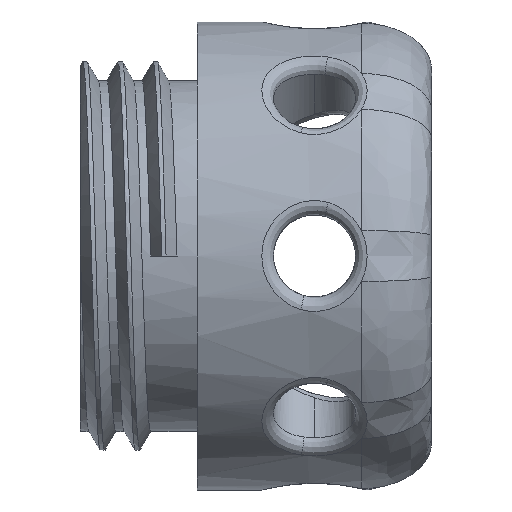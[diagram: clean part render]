
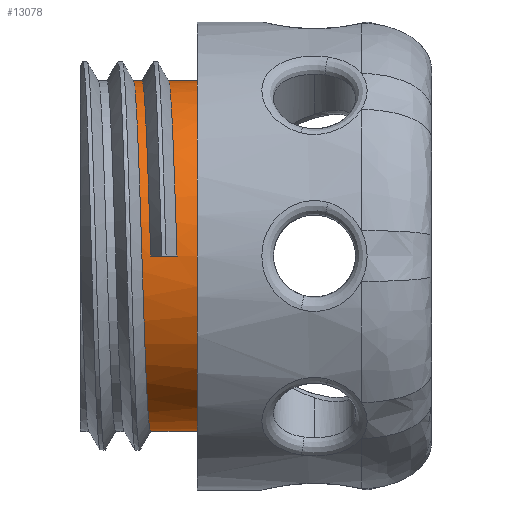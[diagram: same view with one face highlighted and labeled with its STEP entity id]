
A CAD part, left-side view. The second image highlights one B-rep face of the part: STEP entity #13078.
In plain terms, the highlighted cylindrical face has radius 15 mm (diameter 30 mm), a partial arc.
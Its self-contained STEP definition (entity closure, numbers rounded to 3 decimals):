
#238 = VERTEX_POINT ( 'NONE', #18204 ) ;
#327 = ORIENTED_EDGE ( 'NONE', *, *, #3376, .F. ) ;
#511 = CARTESIAN_POINT ( 'NONE',  ( -9.271, 5.2, 12.76 ) ) ;
#659 = EDGE_LOOP ( 'NONE', ( #1769, #13349, #8870, #2450, #2458, #1092, #327, #18060 ) ) ;
#771 = EDGE_CURVE ( 'NONE', #4510, #5384, #11298, .T. ) ;
#1092 = ORIENTED_EDGE ( 'NONE', *, *, #771, .T. ) ;
#1314 = LINE ( 'NONE', #6939, #6027 ) ;
#1581 = CYLINDRICAL_SURFACE ( 'NONE', #13206, 15. ) ;
#1690 = EDGE_CURVE ( 'NONE', #4510, #8953, #2992, .T. ) ;
#1769 = ORIENTED_EDGE ( 'NONE', *, *, #15403, .F. ) ;
#1896 = CARTESIAN_POINT ( 'NONE',  ( -15., 4.6, -4.874 ) ) ;
#2367 = CARTESIAN_POINT ( 'NONE',  ( 0., 2.5, 15. ) ) ;
#2450 = ORIENTED_EDGE ( 'NONE', *, *, #3117, .T. ) ;
#2458 = ORIENTED_EDGE ( 'NONE', *, *, #1690, .F. ) ;
#2467 = CARTESIAN_POINT ( 'NONE',  ( 0., 10., -15. ) ) ;
#2554 = CARTESIAN_POINT ( 'NONE',  ( -15., 1.75, 0. ) ) ;
#2696 = DIRECTION ( 'NONE',  ( 0., 0., -1. ) ) ;
#2992 = LINE ( 'NONE', #13907, #16214 ) ;
#3090 = CARTESIAN_POINT ( 'NONE',  ( -15., 4., 0. ) ) ;
#3117 = EDGE_CURVE ( 'NONE', #18064, #8953, #13814, .T. ) ;
#3178 = DIRECTION ( 'NONE',  ( 0., 1., 0. ) ) ;
#3376 = EDGE_CURVE ( 'NONE', #9176, #5384, #1314, .T. ) ;
#3598 = CARTESIAN_POINT ( 'NONE',  ( -15., 4.15, 4.874 ) ) ;
#3737 =( BOUNDED_CURVE ( )  B_SPLINE_CURVE ( 2, ( #6735, #12383, #5357, #10997, #6367, #3598, #9239 ),
 .UNSPECIFIED., .F., .T. ) 
 B_SPLINE_CURVE_WITH_KNOTS ( ( 3, 2, 2, 3 ),
 ( 0.917, 0.933, 0.967, 1. ),
 .UNSPECIFIED. ) 
 CURVE ( )  GEOMETRIC_REPRESENTATION_ITEM ( )  RATIONAL_B_SPLINE_CURVE ( ( 0.976, 0.976, 1., 0.951, 1., 0.951, 1. ) ) 
 REPRESENTATION_ITEM ( '' )  );
#3937 = CARTESIAN_POINT ( 'NONE',  ( -2.376, 2.423, 15. ) ) ;
#4341 = CARTESIAN_POINT ( 'NONE',  ( 0., 10., 0. ) ) ;
#4510 = VERTEX_POINT ( 'NONE', #5656 ) ;
#5357 = CARTESIAN_POINT ( 'NONE',  ( -4.635, 4.6, 14.266 ) ) ;
#5384 = VERTEX_POINT ( 'NONE', #10597 ) ;
#5545 = DIRECTION ( 'NONE',  ( 0., -1., 0. ) ) ;
#5553 = EDGE_CURVE ( 'NONE', #238, #18064, #11797, .T. ) ;
#5558 = DIRECTION ( 'NONE',  ( 0., -1., 0. ) ) ;
#5656 = CARTESIAN_POINT ( 'NONE',  ( 0., 2.5, 15. ) ) ;
#5870 = CARTESIAN_POINT ( 'NONE',  ( -12.135, 4.45, -8.817 ) ) ;
#6027 = VECTOR ( 'NONE', #5558, 1000. ) ;
#6234 = CARTESIAN_POINT ( 'NONE',  ( -2.376, 4.077, -15. ) ) ;
#6367 = CARTESIAN_POINT ( 'NONE',  ( -12.135, 4.3, 8.817 ) ) ;
#6467 = CARTESIAN_POINT ( 'NONE',  ( 0., 0., -15. ) ) ;
#6735 = CARTESIAN_POINT ( 'NONE',  ( 0., 4.75, 15. ) ) ;
#6939 = CARTESIAN_POINT ( 'NONE',  ( -15., 2.875, 0. ) ) ;
#7076 = EDGE_CURVE ( 'NONE', #12527, #9176, #3737, .T. ) ;
#7250 = CARTESIAN_POINT ( 'NONE',  ( -4.635, 4.15, -14.266 ) ) ;
#7710 = LINE ( 'NONE', #14734, #9175 ) ;
#8003 = CARTESIAN_POINT ( 'NONE',  ( -4.635, 2.35, 14.266 ) ) ;
#8820 = DIRECTION ( 'NONE',  ( 0., 0., 1. ) ) ;
#8836 = CARTESIAN_POINT ( 'NONE',  ( -9.271, 4.3, -12.76 ) ) ;
#8870 = ORIENTED_EDGE ( 'NONE', *, *, #5553, .T. ) ;
#8927 = CARTESIAN_POINT ( 'NONE',  ( -4.635, 5.35, 14.266 ) ) ;
#8953 = VERTEX_POINT ( 'NONE', #9570 ) ;
#9175 = VECTOR ( 'NONE', #15012, 1000. ) ;
#9176 = VERTEX_POINT ( 'NONE', #3090 ) ;
#9239 = CARTESIAN_POINT ( 'NONE',  ( -15., 4., 0. ) ) ;
#9570 = CARTESIAN_POINT ( 'NONE',  ( 0., 0., 15. ) ) ;
#9578 = CARTESIAN_POINT ( 'NONE',  ( -15., 1.9, 4.874 ) ) ;
#9671 = DIRECTION ( 'NONE',  ( 0., -1., 0. ) ) ;
#9783 =( BOUNDED_CURVE ( )  B_SPLINE_CURVE ( 2, ( #10127, #17154, #8927, #511, #15765, #17324, #13271, #1896, #5870, #8836, #7250, #6234, #17235 ),
 .UNSPECIFIED., .F., .T. ) 
 B_SPLINE_CURVE_WITH_KNOTS ( ( 3, 2, 2, 2, 2, 2, 3 ),
 ( 0.583, 0.6, 0.633, 0.667, 0.7, 0.733, 0.75 ),
 .UNSPECIFIED. ) 
 CURVE ( )  GEOMETRIC_REPRESENTATION_ITEM ( )  RATIONAL_B_SPLINE_CURVE ( ( 0.976, 0.976, 1., 0.951, 1., 0.951, 1., 0.951, 1., 0.951, 1., 0.976, 0.976 ) ) 
 REPRESENTATION_ITEM ( '' )  );
#10127 = CARTESIAN_POINT ( 'NONE',  ( 0., 5.5, 15. ) ) ;
#10597 = CARTESIAN_POINT ( 'NONE',  ( -15., 1.75, 0. ) ) ;
#10997 = CARTESIAN_POINT ( 'NONE',  ( -9.271, 4.45, 12.76 ) ) ;
#11298 =( BOUNDED_CURVE ( )  B_SPLINE_CURVE ( 2, ( #2367, #3937, #8003, #17794, #15218, #9578, #2554 ),
 .UNSPECIFIED., .F., .T. ) 
 B_SPLINE_CURVE_WITH_KNOTS ( ( 3, 2, 2, 3 ),
 ( 0.917, 0.933, 0.967, 1. ),
 .UNSPECIFIED. ) 
 CURVE ( )  GEOMETRIC_REPRESENTATION_ITEM ( )  RATIONAL_B_SPLINE_CURVE ( ( 0.976, 0.976, 1., 0.951, 1., 0.951, 1. ) ) 
 REPRESENTATION_ITEM ( '' )  );
#11304 = DIRECTION ( 'NONE',  ( 0., -1., 0. ) ) ;
#11372 = VERTEX_POINT ( 'NONE', #16356 ) ;
#11441 = AXIS2_PLACEMENT_3D ( 'NONE', #15837, #3178, #8820 ) ;
#11797 = LINE ( 'NONE', #2467, #15372 ) ;
#12383 = CARTESIAN_POINT ( 'NONE',  ( -2.376, 4.673, 15. ) ) ;
#12527 = VERTEX_POINT ( 'NONE', #17085 ) ;
#13078 = ADVANCED_FACE ( 'NONE', ( #14249 ), #1581, .T. ) ;
#13206 = AXIS2_PLACEMENT_3D ( 'NONE', #4341, #5545, #2696 ) ;
#13271 = CARTESIAN_POINT ( 'NONE',  ( -15., 4.75, 0. ) ) ;
#13349 = ORIENTED_EDGE ( 'NONE', *, *, #15241, .T. ) ;
#13814 = CIRCLE ( 'NONE', #11441, 15. ) ;
#13907 = CARTESIAN_POINT ( 'NONE',  ( 0., 10., 15. ) ) ;
#14249 = FACE_OUTER_BOUND ( 'NONE', #659, .T. ) ;
#14734 = CARTESIAN_POINT ( 'NONE',  ( 0., 10., 15. ) ) ;
#15012 = DIRECTION ( 'NONE',  ( 0., -1., 0. ) ) ;
#15218 = CARTESIAN_POINT ( 'NONE',  ( -12.135, 2.05, 8.817 ) ) ;
#15241 = EDGE_CURVE ( 'NONE', #11372, #238, #9783, .T. ) ;
#15372 = VECTOR ( 'NONE', #9671, 1000. ) ;
#15403 = EDGE_CURVE ( 'NONE', #11372, #12527, #7710, .T. ) ;
#15765 = CARTESIAN_POINT ( 'NONE',  ( -12.135, 5.05, 8.817 ) ) ;
#15837 = CARTESIAN_POINT ( 'NONE',  ( 0., 0., 0. ) ) ;
#16214 = VECTOR ( 'NONE', #11304, 1000. ) ;
#16356 = CARTESIAN_POINT ( 'NONE',  ( 0., 5.5, 15. ) ) ;
#17085 = CARTESIAN_POINT ( 'NONE',  ( 0., 4.75, 15. ) ) ;
#17154 = CARTESIAN_POINT ( 'NONE',  ( -2.376, 5.423, 15. ) ) ;
#17235 = CARTESIAN_POINT ( 'NONE',  ( 0., 4., -15. ) ) ;
#17324 = CARTESIAN_POINT ( 'NONE',  ( -15., 4.9, 4.874 ) ) ;
#17794 = CARTESIAN_POINT ( 'NONE',  ( -9.271, 2.2, 12.76 ) ) ;
#18060 = ORIENTED_EDGE ( 'NONE', *, *, #7076, .F. ) ;
#18064 = VERTEX_POINT ( 'NONE', #6467 ) ;
#18204 = CARTESIAN_POINT ( 'NONE',  ( 0., 4., -15. ) ) ;
